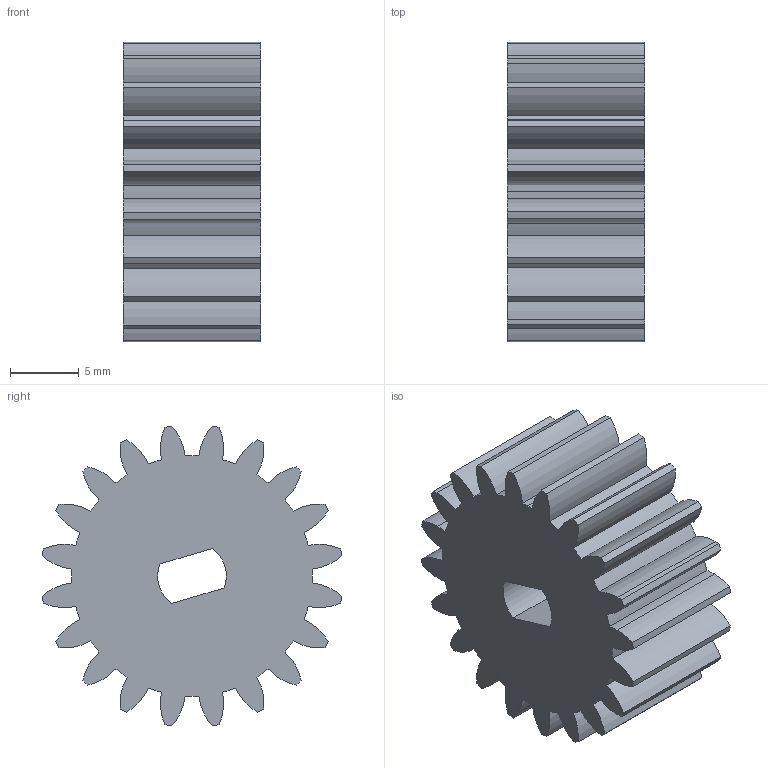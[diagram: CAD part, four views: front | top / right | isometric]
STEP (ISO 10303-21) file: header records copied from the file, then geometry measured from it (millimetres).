
FILE_DESCRIPTION (( 'STEP AP214' ), '1' );
FILE_NAME ('spur gear_iso_.STEP', '2025-09-09T14:05:29', ( '' ), ( '' ), 'SwSTEP 2.0', 'SolidWorks 2021', '' );
FILE_SCHEMA (( 'AUTOMOTIVE_DESIGN' ));
Length unit declared in the file: millimetre
Products named in the file (1): spur gear_iso_
Bounding box: 10 x 21.8 x 21.8 mm (x, y, z)
Volume: 2887.1 mm3; surface area: 1988.7 mm2
Topology: 1 solids, 1 shells, 91 faces, 267 edges, 178 vertices
Faces by surface type: cylinder 87, plane 4
Entity records: 3173 total; most frequent: DIRECTION 625, CARTESIAN_POINT 537, ORIENTED_EDGE 534, EDGE_CURVE 267, AXIS2_PLACEMENT_3D 266, VERTEX_POINT 178, CIRCLE 174, LINE 93
